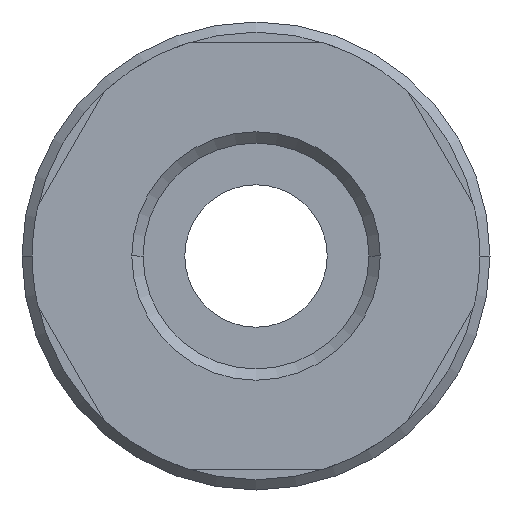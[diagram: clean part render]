
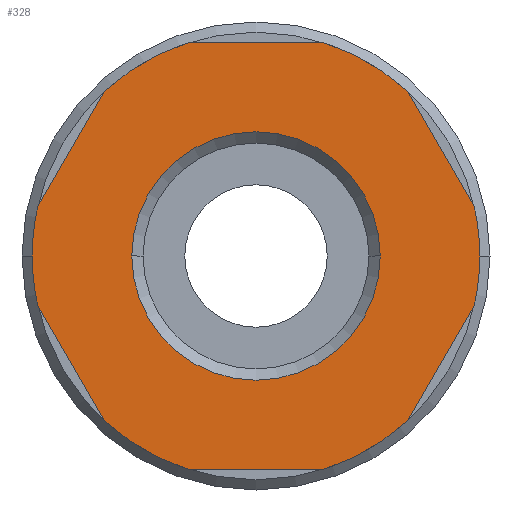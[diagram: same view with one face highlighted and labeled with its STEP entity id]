
A CAD part, front view. The second image highlights one B-rep face of the part: STEP entity #328.
In plain terms, the highlighted planar face has unit normal (0, -1, 0).
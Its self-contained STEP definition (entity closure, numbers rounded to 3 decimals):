
#328=ADVANCED_FACE('',(#668,#669),#670,.T.);
#668=FACE_BOUND('',#1007,.T.);
#669=FACE_OUTER_BOUND('',#1008,.T.);
#670=PLANE('',#1009);
#1007=EDGE_LOOP('',(#1845,#1846));
#1008=EDGE_LOOP('',(#1847,#1848,#1849,#1850,#1851,#1852,#1853,#1854,#1855,#1856,#1857,#1858,#1859,#1860));
#1009=AXIS2_PLACEMENT_3D('',#1861,#1862,#1863);
#1845=ORIENTED_EDGE('',*,*,#1972,.T.);
#1846=ORIENTED_EDGE('',*,*,#2234,.T.);
#1847=ORIENTED_EDGE('',*,*,#2180,.T.);
#1848=ORIENTED_EDGE('',*,*,#2141,.F.);
#1849=ORIENTED_EDGE('',*,*,#2220,.T.);
#1850=ORIENTED_EDGE('',*,*,#2109,.F.);
#1851=ORIENTED_EDGE('',*,*,#2237,.T.);
#1852=ORIENTED_EDGE('',*,*,#2122,.F.);
#1853=ORIENTED_EDGE('',*,*,#2036,.F.);
#1854=ORIENTED_EDGE('',*,*,#2051,.T.);
#1855=ORIENTED_EDGE('',*,*,#1983,.F.);
#1856=ORIENTED_EDGE('',*,*,#2143,.T.);
#1857=ORIENTED_EDGE('',*,*,#1942,.F.);
#1858=ORIENTED_EDGE('',*,*,#1977,.T.);
#1859=ORIENTED_EDGE('',*,*,#2038,.F.);
#1860=ORIENTED_EDGE('',*,*,#1937,.F.);
#1861=CARTESIAN_POINT('',(5.5,0.0,0.0));
#1862=DIRECTION('',(-0.0,-1.0,-0.0));
#1863=DIRECTION('',(-1.0,0.0,0.0));
#1937=EDGE_CURVE('',#2289,#2285,#2291,.T.);
#1942=EDGE_CURVE('',#2298,#2293,#2300,.T.);
#1972=EDGE_CURVE('',#2351,#2349,#2352,.T.);
#1977=EDGE_CURVE('',#2298,#2357,#2360,.T.);
#1983=EDGE_CURVE('',#2368,#2363,#2370,.T.);
#2036=EDGE_CURVE('',#2453,#2448,#2455,.T.);
#2038=EDGE_CURVE('',#2285,#2357,#2457,.T.);
#2051=EDGE_CURVE('',#2453,#2363,#2474,.T.);
#2109=EDGE_CURVE('',#2555,#2550,#2557,.T.);
#2122=EDGE_CURVE('',#2448,#2574,#2575,.T.);
#2141=EDGE_CURVE('',#2599,#2594,#2601,.T.);
#2143=EDGE_CURVE('',#2368,#2293,#2603,.T.);
#2180=EDGE_CURVE('',#2289,#2594,#2648,.T.);
#2220=EDGE_CURVE('',#2599,#2550,#2690,.T.);
#2234=EDGE_CURVE('',#2349,#2351,#2704,.T.);
#2237=EDGE_CURVE('',#2555,#2574,#2707,.T.);
#2285=VERTEX_POINT('',#2761);
#2289=VERTEX_POINT('',#2766);
#2291=CIRCLE('',#2769,11.0);
#2293=VERTEX_POINT('',#2771);
#2298=VERTEX_POINT('',#2777);
#2300=CIRCLE('',#2780,11.0);
#2349=VERTEX_POINT('',#2855);
#2351=VERTEX_POINT('',#2858);
#2352=CIRCLE('',#2859,6.105);
#2357=VERTEX_POINT('',#2865);
#2360=LINE('',#2869,#2870);
#2363=VERTEX_POINT('',#2874);
#2368=VERTEX_POINT('',#2880);
#2370=CIRCLE('',#2883,11.0);
#2448=VERTEX_POINT('',#3065);
#2453=VERTEX_POINT('',#3071);
#2455=CIRCLE('',#3074,11.0);
#2457=CIRCLE('',#3076,11.0);
#2474=LINE('',#3128,#3129);
#2550=VERTEX_POINT('',#3287);
#2555=VERTEX_POINT('',#3293);
#2557=CIRCLE('',#3296,11.0);
#2574=VERTEX_POINT('',#3315);
#2575=CIRCLE('',#3316,11.0);
#2594=VERTEX_POINT('',#3350);
#2599=VERTEX_POINT('',#3356);
#2601=CIRCLE('',#3359,11.0);
#2603=LINE('',#3361,#3362);
#2648=LINE('',#3438,#3439);
#2690=LINE('',#3510,#3511);
#2704=CIRCLE('',#3529,6.105);
#2707=LINE('',#3532,#3533);
#2761=CARTESIAN_POINT('',(-11.0,0.0,0.));
#2766=CARTESIAN_POINT('',(-10.733,0.0,-2.411));
#2769=AXIS2_PLACEMENT_3D('',#3587,#3588,#3589);
#2771=CARTESIAN_POINT('',(-3.279,0.0,10.5));
#2777=CARTESIAN_POINT('',(-7.454,0.0,8.089));
#2780=AXIS2_PLACEMENT_3D('',#3595,#3596,#3597);
#2855=CARTESIAN_POINT('',(6.105,0.0,0.));
#2858=CARTESIAN_POINT('',(-6.105,0.0,0.));
#2859=AXIS2_PLACEMENT_3D('',#3651,#3652,#3653);
#2865=CARTESIAN_POINT('',(-10.733,0.0,2.411));
#2869=CARTESIAN_POINT('',(-8.406,0.0,6.441));
#2870=VECTOR('',#3659,1.0);
#2874=CARTESIAN_POINT('',(7.454,0.0,8.089));
#2880=CARTESIAN_POINT('',(3.279,0.0,10.5));
#2883=AXIS2_PLACEMENT_3D('',#3666,#3667,#3668);
#3065=CARTESIAN_POINT('',(11.0,0.0,0.));
#3071=CARTESIAN_POINT('',(10.733,0.0,2.411));
#3074=AXIS2_PLACEMENT_3D('',#3726,#3727,#3728);
#3076=AXIS2_PLACEMENT_3D('',#3729,#3730,#3731);
#3128=CARTESIAN_POINT('',(9.781,0.0,4.059));
#3129=VECTOR('',#3743,1.0);
#3287=CARTESIAN_POINT('',(3.279,0.0,-10.5));
#3293=CARTESIAN_POINT('',(7.454,0.0,-8.089));
#3296=AXIS2_PLACEMENT_3D('',#3819,#3820,#3821);
#3315=CARTESIAN_POINT('',(10.733,0.0,-2.411));
#3316=AXIS2_PLACEMENT_3D('',#3842,#3843,#3844);
#3350=CARTESIAN_POINT('',(-7.454,0.0,-8.089));
#3356=CARTESIAN_POINT('',(-3.279,0.0,-10.5));
#3359=AXIS2_PLACEMENT_3D('',#3869,#3870,#3871);
#3361=CARTESIAN_POINT('',(2.75,0.0,10.5));
#3362=VECTOR('',#3872,1.0);
#3438=CARTESIAN_POINT('',(-8.406,0.0,-6.441));
#3439=VECTOR('',#3918,1.0);
#3510=CARTESIAN_POINT('',(2.75,0.0,-10.5));
#3511=VECTOR('',#3956,1.0);
#3529=AXIS2_PLACEMENT_3D('',#3964,#3965,#3966);
#3532=CARTESIAN_POINT('',(9.781,0.0,-4.059));
#3533=VECTOR('',#3967,1.0);
#3587=CARTESIAN_POINT('',(0.0,0.0,0.0));
#3588=DIRECTION('',(-0.0,1.0,0.0));
#3589=DIRECTION('',(1.0,0.0,0.0));
#3595=CARTESIAN_POINT('',(0.0,0.0,0.0));
#3596=DIRECTION('',(-0.0,1.0,0.0));
#3597=DIRECTION('',(1.0,0.0,0.0));
#3651=CARTESIAN_POINT('',(0.0,0.0,0.0));
#3652=DIRECTION('',(-0.0,1.0,0.0));
#3653=DIRECTION('',(1.0,0.0,0.0));
#3659=DIRECTION('',(-0.5,0.0,-0.866));
#3666=CARTESIAN_POINT('',(0.0,0.0,0.0));
#3667=DIRECTION('',(-0.0,1.0,0.0));
#3668=DIRECTION('',(1.0,0.0,0.0));
#3726=CARTESIAN_POINT('',(0.0,0.0,0.0));
#3727=DIRECTION('',(-0.0,1.0,0.0));
#3728=DIRECTION('',(1.0,0.0,0.0));
#3729=CARTESIAN_POINT('',(0.0,0.0,0.0));
#3730=DIRECTION('',(-0.0,1.0,0.0));
#3731=DIRECTION('',(1.0,0.0,0.0));
#3743=DIRECTION('',(-0.5,0.0,0.866));
#3819=CARTESIAN_POINT('',(0.0,0.0,0.0));
#3820=DIRECTION('',(-0.0,1.0,0.0));
#3821=DIRECTION('',(1.0,0.0,0.0));
#3842=CARTESIAN_POINT('',(0.0,0.0,0.0));
#3843=DIRECTION('',(-0.0,1.0,0.0));
#3844=DIRECTION('',(1.0,0.0,0.0));
#3869=CARTESIAN_POINT('',(0.0,0.0,0.0));
#3870=DIRECTION('',(-0.0,1.0,0.0));
#3871=DIRECTION('',(1.0,0.0,0.0));
#3872=DIRECTION('',(-1.0,0.0,0.));
#3918=DIRECTION('',(0.5,0.0,-0.866));
#3956=DIRECTION('',(1.0,-0.0,0.0));
#3964=CARTESIAN_POINT('',(0.0,0.0,0.0));
#3965=DIRECTION('',(-0.0,1.0,0.0));
#3966=DIRECTION('',(1.0,0.0,0.0));
#3967=DIRECTION('',(0.5,-0.0,0.866));
